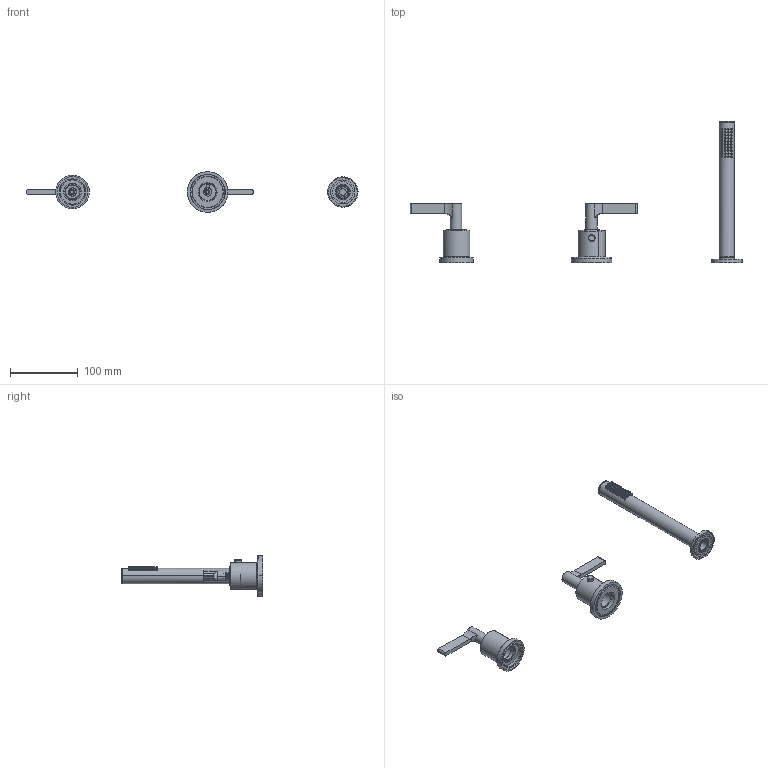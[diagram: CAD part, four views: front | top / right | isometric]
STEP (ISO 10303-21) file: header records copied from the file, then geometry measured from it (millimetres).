
FILE_DESCRIPTION(('CATIA V5 STEP Exchange','CAx-IF Rec.Pracs.--- Model Styling and Organization---1.5--- 2016-08-15','CAx-IF Rec.Pracs.---Supplemental Geometry---1.0---2011-11-01','CAx-IF Rec.Pracs.--- Composite Materials ---3.4---2017-06-13','CAx-IF Rec.Pracs.---Tessellated 3D Geometry---1.0---2015-12-17'),'2;1');
FILE_NAME('GLT79010.stp','2023-02-03T07:41:33+00:00',('none'),('none'),'CATIA Version 5-6 Release 2020 SP2','CATIA V5 STEP AP242 v2','none');
FILE_SCHEMA(('AP242_MANAGED_MODEL_BASED_3D_ENGINEERING_MIM_LF {1 0 10303 442 1 1 4}'));
Length unit declared in the file: millimetre
Products named in the file (1): GST79
Bounding box: 491.32 x 209.5 x 60 mm (x, y, z)
Volume: 183577.1 mm3; surface area: 80740.4 mm2
Topology: 11 solids, 13 shells, 1286 faces, 3323 edges, 2171 vertices
Faces by surface type: torus 396, plane 392, cylinder 264, cone 126, extrusion 104, sphere 4
Entity records: 41688 total; most frequent: CARTESIAN_POINT 13710, ORIENTED_EDGE 6638, DIRECTION 3803, EDGE_CURVE 3323, AXIS2_PLACEMENT_3D 2192, VERTEX_POINT 2171, CIRCLE 1644, EDGE_LOOP 1420
